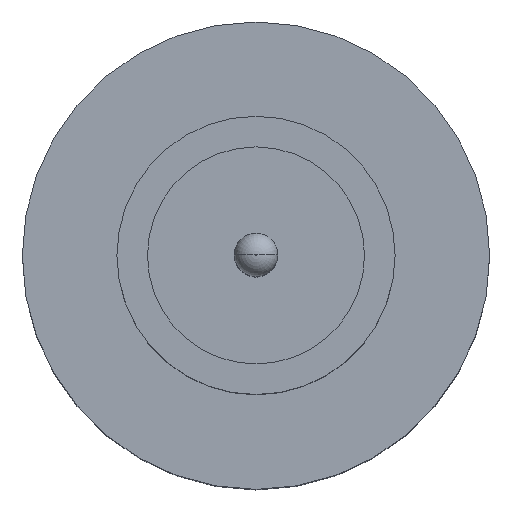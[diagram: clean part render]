
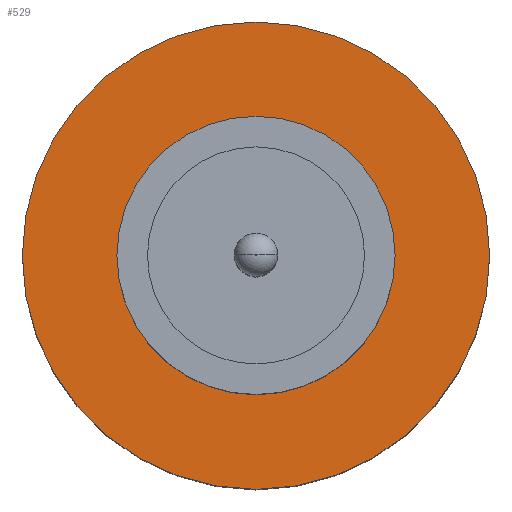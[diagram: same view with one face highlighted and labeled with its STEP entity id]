
A CAD part, top view. The second image highlights one B-rep face of the part: STEP entity #529.
In plain terms, the highlighted planar face has unit normal (0, 0, 1).
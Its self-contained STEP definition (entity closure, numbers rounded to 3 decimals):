
#20 = VERTEX_POINT ( 'NONE', #800 ) ;
#57 = CARTESIAN_POINT ( 'NONE',  ( 0., 0., 1.55 ) ) ;
#130 = CARTESIAN_POINT ( 'NONE',  ( 0., 0., 1.55 ) ) ;
#211 = DIRECTION ( 'NONE',  ( 0., 0., 1. ) ) ;
#217 = EDGE_LOOP ( 'NONE', ( #243, #785 ) ) ;
#243 = ORIENTED_EDGE ( 'NONE', *, *, #386, .F. ) ;
#278 = DIRECTION ( 'NONE',  ( 1., 0., 0. ) ) ;
#294 = ORIENTED_EDGE ( 'NONE', *, *, #361, .T. ) ;
#320 = CARTESIAN_POINT ( 'NONE',  ( -1.25, 0., 1.55 ) ) ;
#344 = DIRECTION ( 'NONE',  ( 1., 0., 0. ) ) ;
#361 = EDGE_CURVE ( 'NONE', #758, #20, #656, .T. ) ;
#384 = ORIENTED_EDGE ( 'NONE', *, *, #626, .T. ) ;
#386 = EDGE_CURVE ( 'NONE', #798, #803, #471, .T. ) ;
#401 = DIRECTION ( 'NONE',  ( 0., 0., 1. ) ) ;
#413 = DIRECTION ( 'NONE',  ( 0., 0., 1. ) ) ;
#419 = CIRCLE ( 'NONE', #781, 1.25 ) ;
#423 = AXIS2_PLACEMENT_3D ( 'NONE', #677, #401, #344 ) ;
#441 = CARTESIAN_POINT ( 'NONE',  ( 1.25, 0., 1.55 ) ) ;
#471 = CIRCLE ( 'NONE', #733, 1.25 ) ;
#499 = EDGE_CURVE ( 'NONE', #803, #798, #419, .T. ) ;
#512 = FACE_BOUND ( 'NONE', #217, .T. ) ;
#529 = ADVANCED_FACE ( 'NONE', ( #512, #604 ), #617, .T. ) ;
#546 = DIRECTION ( 'NONE',  ( 0., 0., 1. ) ) ;
#572 = DIRECTION ( 'NONE',  ( 1., 0., 0. ) ) ;
#585 = CARTESIAN_POINT ( 'NONE',  ( 2.1, 0., 1.55 ) ) ;
#596 = AXIS2_PLACEMENT_3D ( 'NONE', #57, #546, #683 ) ;
#604 = FACE_OUTER_BOUND ( 'NONE', #648, .T. ) ;
#617 = PLANE ( 'NONE',  #423 ) ;
#626 = EDGE_CURVE ( 'NONE', #20, #758, #641, .T. ) ;
#629 = CARTESIAN_POINT ( 'NONE',  ( 0., 0., 1.55 ) ) ;
#641 = CIRCLE ( 'NONE', #754, 2.1 ) ;
#648 = EDGE_LOOP ( 'NONE', ( #384, #294 ) ) ;
#656 = CIRCLE ( 'NONE', #596, 2.1 ) ;
#677 = CARTESIAN_POINT ( 'NONE',  ( 0., 0., 1.55 ) ) ;
#683 = DIRECTION ( 'NONE',  ( 1., 0., 0. ) ) ;
#733 = AXIS2_PLACEMENT_3D ( 'NONE', #130, #413, #278 ) ;
#748 = DIRECTION ( 'NONE',  ( 1., 0., 0. ) ) ;
#754 = AXIS2_PLACEMENT_3D ( 'NONE', #629, #783, #572 ) ;
#758 = VERTEX_POINT ( 'NONE', #585 ) ;
#781 = AXIS2_PLACEMENT_3D ( 'NONE', #821, #211, #748 ) ;
#783 = DIRECTION ( 'NONE',  ( 0., 0., 1. ) ) ;
#785 = ORIENTED_EDGE ( 'NONE', *, *, #499, .F. ) ;
#798 = VERTEX_POINT ( 'NONE', #441 ) ;
#800 = CARTESIAN_POINT ( 'NONE',  ( -2.1, 0., 1.55 ) ) ;
#803 = VERTEX_POINT ( 'NONE', #320 ) ;
#821 = CARTESIAN_POINT ( 'NONE',  ( 0., 0., 1.55 ) ) ;
